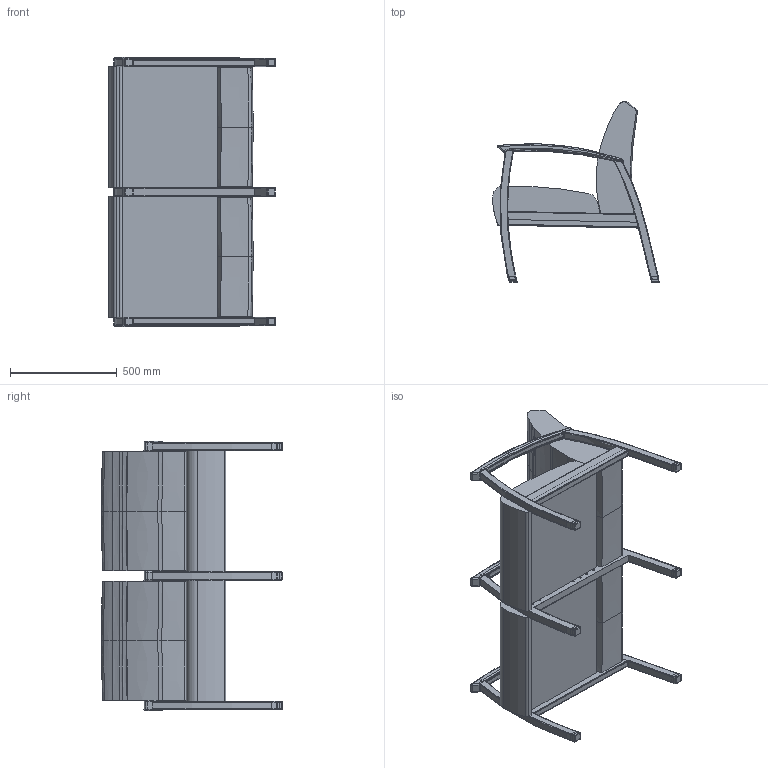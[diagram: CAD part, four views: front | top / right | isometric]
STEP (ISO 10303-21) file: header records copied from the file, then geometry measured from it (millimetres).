
FILE_DESCRIPTION(/* description */ (''),/* implementation_level */ '2;1');
FILE_NAME(/* name */ 'KOL20IU.stp',/* time_stamp */ '2015-04-13T15:33:47-04:00',/* author */ ('jbosley'),/* organization */ (''),/* preprocessor_version */ 'ST-DEVELOPER v15.6',/* originating_system */ 'Autodesk Inventor 2015',/* authorisation */ '');
FILE_SCHEMA (('AUTOMOTIVE_DESIGN { 1 0 10303 214 3 1 1 }'));
Length unit declared in the file: inch
Products named in the file (8): KOL10 SEAT; ECM10 ARM L-D; ECM10 FP-B; EV U AC; ECM10 ARM INT-D; ECM10 ARM R-D; KOL10 NEW BACK; KOL20I
Bounding box: 782.01 x 846.23 x 1260.47 mm (x, y, z)
Volume: 175949239.3 mm3; surface area: 5662997.9 mm2
Topology: 16 solids, 16 shells, 761 faces, 1920 edges, 1189 vertices
Faces by surface type: plane 258, cylinder 231, bspline 190, torus 46, sphere 36
Full cylindrical faces by diameter (mm): 4.064 x9, 5.08 x3, 6.35 x24, 8.118 x3
Entity records: 15174 total; most frequent: CARTESIAN_POINT 5258, ORIENTED_EDGE 2060, DIRECTION 1918, EDGE_CURVE 1030, AXIS2_PLACEMENT_3D 738, VERTEX_POINT 679, EDGE_LOOP 521, LINE 442
